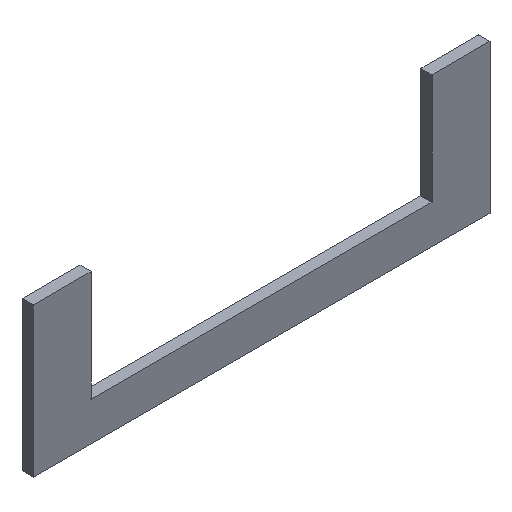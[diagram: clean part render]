
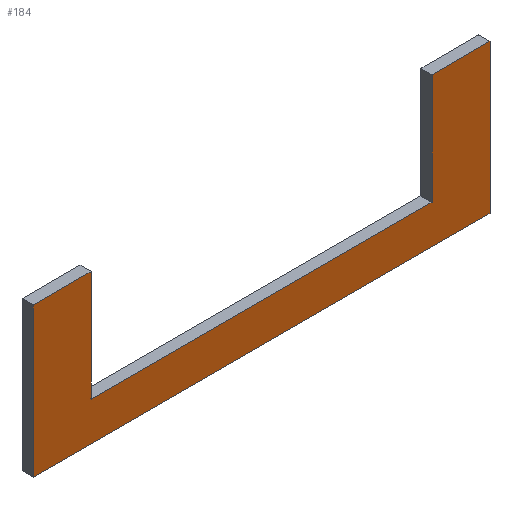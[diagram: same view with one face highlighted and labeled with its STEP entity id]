
A CAD part, isometric view. The second image highlights one B-rep face of the part: STEP entity #184.
In plain terms, the highlighted planar face has unit normal (0, -1, 0).
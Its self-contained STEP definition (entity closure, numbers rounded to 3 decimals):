
#18=FACE_OUTER_BOUND('',#28,.T.);
#28=EDGE_LOOP('',(#135,#136,#137,#138,#139,#140,#141,#142));
#35=LINE('',#265,#59);
#39=LINE('',#273,#63);
#42=LINE('',#279,#66);
#45=LINE('',#285,#69);
#46=LINE('',#287,#70);
#47=LINE('',#289,#71);
#48=LINE('',#291,#72);
#49=LINE('',#292,#73);
#59=VECTOR('',#219,10.);
#63=VECTOR('',#225,10.);
#66=VECTOR('',#230,10.);
#69=VECTOR('',#235,10.);
#70=VECTOR('',#236,10.);
#71=VECTOR('',#237,10.);
#72=VECTOR('',#238,10.);
#73=VECTOR('',#239,10.);
#83=VERTEX_POINT('',#263);
#84=VERTEX_POINT('',#264);
#87=VERTEX_POINT('',#272);
#89=VERTEX_POINT('',#278);
#91=VERTEX_POINT('',#284);
#92=VERTEX_POINT('',#286);
#93=VERTEX_POINT('',#288);
#94=VERTEX_POINT('',#290);
#99=EDGE_CURVE('',#83,#84,#35,.T.);
#103=EDGE_CURVE('',#87,#83,#39,.T.);
#106=EDGE_CURVE('',#84,#89,#42,.T.);
#109=EDGE_CURVE('',#91,#89,#45,.T.);
#110=EDGE_CURVE('',#92,#91,#46,.T.);
#111=EDGE_CURVE('',#92,#93,#47,.T.);
#112=EDGE_CURVE('',#93,#94,#48,.T.);
#113=EDGE_CURVE('',#87,#94,#49,.T.);
#135=ORIENTED_EDGE('',*,*,#103,.T.);
#136=ORIENTED_EDGE('',*,*,#99,.T.);
#137=ORIENTED_EDGE('',*,*,#106,.T.);
#138=ORIENTED_EDGE('',*,*,#109,.F.);
#139=ORIENTED_EDGE('',*,*,#110,.F.);
#140=ORIENTED_EDGE('',*,*,#111,.T.);
#141=ORIENTED_EDGE('',*,*,#112,.T.);
#142=ORIENTED_EDGE('',*,*,#113,.F.);
#174=PLANE('',#208);
#184=ADVANCED_FACE('',(#18),#174,.T.);
#208=AXIS2_PLACEMENT_3D('',#283,#233,#234);
#219=DIRECTION('',(-1.,0.,0.));
#225=DIRECTION('',(0.,0.,-1.));
#230=DIRECTION('',(0.,0.,1.));
#233=DIRECTION('center_axis',(0.,-1.,0.));
#234=DIRECTION('ref_axis',(1.,0.,0.));
#235=DIRECTION('',(1.,0.,0.));
#236=DIRECTION('',(0.,0.,1.));
#237=DIRECTION('',(1.,0.,0.));
#238=DIRECTION('',(0.,0.,1.));
#239=DIRECTION('',(1.,0.,0.));
#263=CARTESIAN_POINT('',(140.46,-54.,-40.28));
#264=CARTESIAN_POINT('',(17.,-54.,-40.28));
#265=CARTESIAN_POINT('',(68.23,-54.,-40.28));
#272=CARTESIAN_POINT('',(140.46,-54.,-0.28));
#273=CARTESIAN_POINT('',(140.46,-54.,-27.28));
#278=CARTESIAN_POINT('',(17.,-54.,-0.28));
#279=CARTESIAN_POINT('',(17.,-54.,-47.28));
#283=CARTESIAN_POINT('Origin',(-4.,-54.,-54.28));
#284=CARTESIAN_POINT('',(-4.,-54.,-0.28));
#285=CARTESIAN_POINT('',(-4.,-54.,-0.28));
#286=CARTESIAN_POINT('',(-4.,-54.,-54.28));
#287=CARTESIAN_POINT('',(-4.,-54.,-54.28));
#288=CARTESIAN_POINT('',(161.46,-54.,-54.28));
#289=CARTESIAN_POINT('',(-4.,-54.,-54.28));
#290=CARTESIAN_POINT('',(161.46,-54.,-0.28));
#291=CARTESIAN_POINT('',(161.46,-54.,-54.28));
#292=CARTESIAN_POINT('',(-4.,-54.,-0.28));
